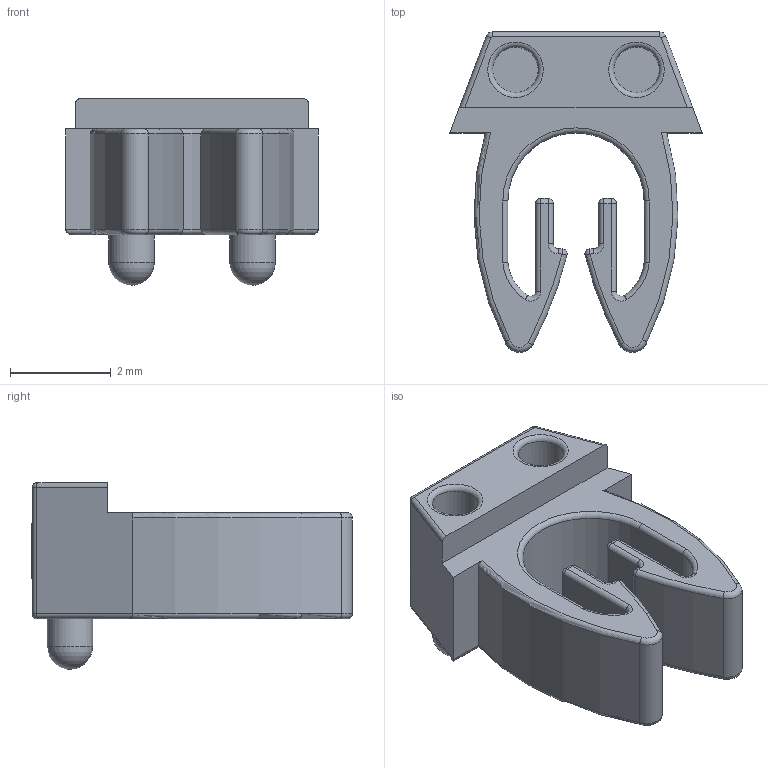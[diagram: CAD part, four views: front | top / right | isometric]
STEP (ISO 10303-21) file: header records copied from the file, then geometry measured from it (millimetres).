
FILE_DESCRIPTION(/* description */ ('Unknown'),/* implementation_level */ '2;1');
FILE_NAME(/* name */ 'ICAB-01_5-C',/* time_stamp */ '2024-11-15T09:58:53-03:00',/* author */ ('Unknown'),/* organization */ ('Unknown'),/* preprocessor_version */ 'ST-DEVELOPER v16.7',/* originating_system */ 'Solid Edge',/* authorisation */ 'Unknown');
FILE_SCHEMA (('AUTOMOTIVE_DESIGN {1 0 10303 214 3 1 1}'));
Length unit declared in the file: millimetre
Products named in the file (1): ICAB-01_5-C
Bounding box: 5 x 6.36 x 3.7 mm (x, y, z)
Volume: 38.6 mm3; surface area: 129 mm2
Topology: 1 solids, 1 shells, 130 faces, 307 edges, 170 vertices
Faces by surface type: cylinder 53, torus 32, plane 28, sphere 14, bspline 3
Full cylindrical faces by diameter (mm): 0.9 x4
Entity records: 4560 total; most frequent: CARTESIAN_POINT 775, DIRECTION 641, ORIENTED_EDGE 562, EDGE_CURVE 281, AXIS2_PLACEMENT_3D 266, VERTEX_POINT 164, EDGE_LOOP 141, FACE_BOUND 141
